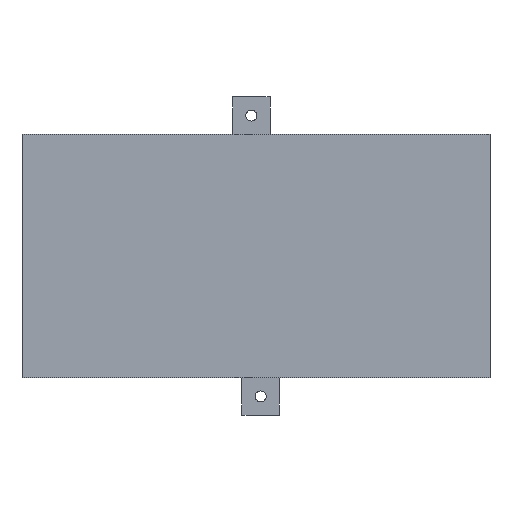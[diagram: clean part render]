
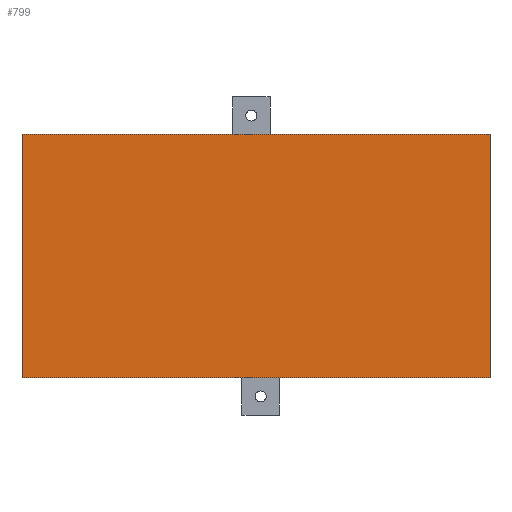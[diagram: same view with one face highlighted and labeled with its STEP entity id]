
A CAD part, front view. The second image highlights one B-rep face of the part: STEP entity #799.
In plain terms, the highlighted planar face has unit normal (0, -1, 0).
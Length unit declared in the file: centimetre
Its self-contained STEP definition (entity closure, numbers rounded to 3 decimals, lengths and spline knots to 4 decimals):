
#4 = CARTESIAN_POINT ( 'NONE',  ( 0., 0., 0.5 ) ) ;
#5 = EDGE_CURVE ( 'NONE', #637, #134, #480, .T. ) ;
#20 = EDGE_CURVE ( 'NONE', #351, #637, #657, .T. ) ;
#70 = CARTESIAN_POINT ( 'NONE',  ( 25., 0., 0.5 ) ) ;
#117 = CARTESIAN_POINT ( 'NONE',  ( 0., 0., 0. ) ) ;
#134 = VERTEX_POINT ( 'NONE', #661 ) ;
#143 = CARTESIAN_POINT ( 'NONE',  ( 25., 0., -12.5 ) ) ;
#158 = LINE ( 'NONE', #4, #1050 ) ;
#351 = VERTEX_POINT ( 'NONE', #506 ) ;
#405 = VERTEX_POINT ( 'NONE', #1010 ) ;
#407 = VECTOR ( 'NONE', #420, 100. ) ;
#420 = DIRECTION ( 'NONE',  ( -1., 0., 0. ) ) ;
#421 = DIRECTION ( 'NONE',  ( 1., 0., 0. ) ) ;
#430 = DIRECTION ( 'NONE',  ( 0., 1., 0. ) ) ;
#458 = DIRECTION ( 'NONE',  ( 0., 0., 1. ) ) ;
#475 = ORIENTED_EDGE ( 'NONE', *, *, #20, .F. ) ;
#477 = CARTESIAN_POINT ( 'NONE',  ( 25., 0., -12.5 ) ) ;
#480 = LINE ( 'NONE', #143, #407 ) ;
#495 = VECTOR ( 'NONE', #573, 100. ) ;
#506 = CARTESIAN_POINT ( 'NONE',  ( 25., 0., 0.5 ) ) ;
#509 = ORIENTED_EDGE ( 'NONE', *, *, #620, .T. ) ;
#513 = VECTOR ( 'NONE', #800, 100. ) ;
#567 = CARTESIAN_POINT ( 'NONE',  ( 0., 0., 0. ) ) ;
#573 = DIRECTION ( 'NONE',  ( 0., 0., -1. ) ) ;
#620 = EDGE_CURVE ( 'NONE', #405, #134, #732, .T. ) ;
#637 = VERTEX_POINT ( 'NONE', #477 ) ;
#654 = ORIENTED_EDGE ( 'NONE', *, *, #1054, .F. ) ;
#657 = LINE ( 'NONE', #70, #495 ) ;
#661 = CARTESIAN_POINT ( 'NONE',  ( 0., 0., -12.5 ) ) ;
#694 = ORIENTED_EDGE ( 'NONE', *, *, #5, .F. ) ;
#732 = LINE ( 'NONE', #567, #513 ) ;
#782 = PLANE ( 'NONE',  #860 ) ;
#799 = ADVANCED_FACE ( 'NONE', ( #1008 ), #782, .F. ) ;
#800 = DIRECTION ( 'NONE',  ( 0., 0., -1. ) ) ;
#860 = AXIS2_PLACEMENT_3D ( 'NONE', #117, #430, #458 ) ;
#952 = EDGE_LOOP ( 'NONE', ( #509, #694, #475, #654 ) ) ;
#1008 = FACE_OUTER_BOUND ( 'NONE', #952, .T. ) ;
#1010 = CARTESIAN_POINT ( 'NONE',  ( 0., 0., 0.5 ) ) ;
#1050 = VECTOR ( 'NONE', #421, 100. ) ;
#1054 = EDGE_CURVE ( 'NONE', #405, #351, #158, .T. ) ;
